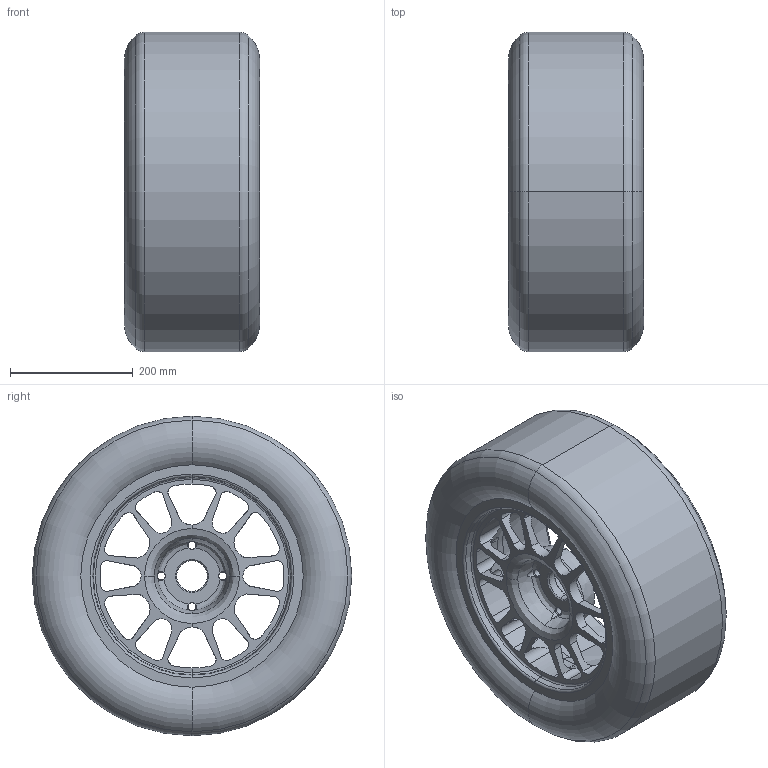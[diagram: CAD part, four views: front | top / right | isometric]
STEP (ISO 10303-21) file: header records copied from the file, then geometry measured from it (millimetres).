
FILE_DESCRIPTION (( 'STEP AP214' ), '1' );
FILE_NAME ('Hoosier + OZ Rim.STEP', '2020-04-26T13:50:05', ( '' ), ( '' ), 'SwSTEP 2.0', 'SolidWorks 2018', '' );
FILE_SCHEMA (( 'AUTOMOTIVE_DESIGN' ));
Length unit declared in the file: millimetre
Products named in the file (1): Hoosier + OZ Rim
Bounding box: 219.94 x 520.12 x 520.12 mm (x, y, z)
Volume: 28402395.2 mm3; surface area: 881478.1 mm2
Topology: 1 solids, 1 shells, 197 faces, 568 edges, 365 vertices
Faces by surface type: cylinder 90, torus 37, plane 36, cone 28, bspline 6
Entity records: 9581 total; most frequent: CARTESIAN_POINT 4530, ORIENTED_EDGE 1136, DIRECTION 912, EDGE_CURVE 568, AXIS2_PLACEMENT_3D 392, VERTEX_POINT 365, B_SPLINE_CURVE_WITH_KNOTS 240, EDGE_LOOP 223
